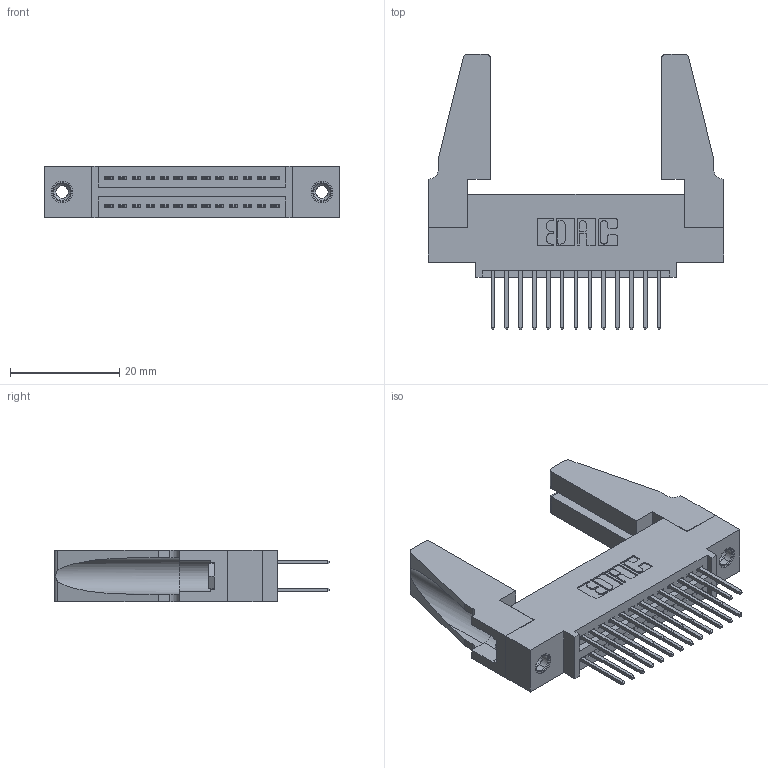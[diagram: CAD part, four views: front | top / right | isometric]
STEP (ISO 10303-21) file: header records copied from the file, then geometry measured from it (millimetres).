
FILE_DESCRIPTION (( 'STEP AP203' ), '1' );
FILE_NAME ('345-026-523-588.STEP', '2019-10-27T18:51:19', ( '' ), ( '' ), 'SwSTEP 2.0', 'SolidWorks 2016', '' );
FILE_SCHEMA (( 'CONFIG_CONTROL_DESIGN' ));
Length unit declared in the file: inch
Products named in the file (5): 345-250-001_345-250-001-102; 345-220-078_345-220-088; 345-026-523-588; 345-292-001_345-293-123; 345 Part_0.110 Offset - 0.156 Dia-TH
Assembly tree (31 placements, depth 2):
  345-026-523-588
    345 Part_0.110 Offset - 0.156 Dia-TH
    345-292-001_345-293-123  x26
    345-250-001_345-250-001-102  x2
    345-220-078_345-220-088  x2
Bounding box: 54.25 x 50.47 x 9.4 mm (x, y, z)
Volume: 8233.5 mm3; surface area: 10255.2 mm2
Topology: 31 solids, 31 shells, 1554 faces, 4541 edges, 2982 vertices
Faces by surface type: plane 1014, cylinder 524, cone 12, torus 4
Entity records: 16402 total; most frequent: CARTESIAN_POINT 2774, ORIENTED_EDGE 2668, DIRECTION 2486, EDGE_CURVE 1334, VECTOR 1108, LINE 1108, VERTEX_POINT 882, AXIS2_PLACEMENT_3D 689
